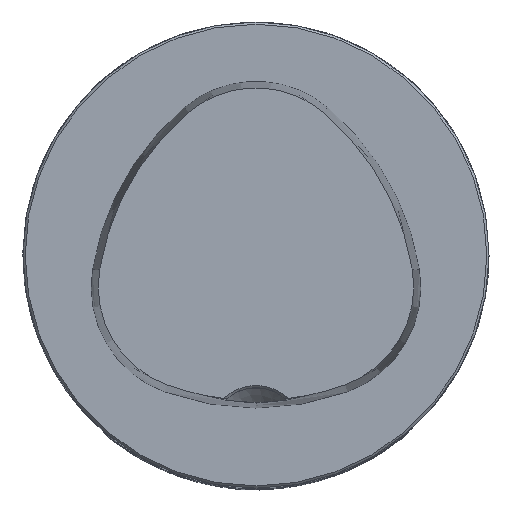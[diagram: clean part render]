
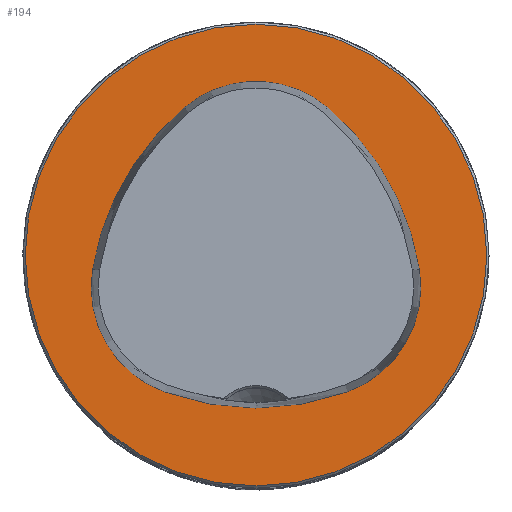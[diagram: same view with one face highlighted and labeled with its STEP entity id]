
A CAD part, top view. The second image highlights one B-rep face of the part: STEP entity #194.
In plain terms, the highlighted planar face has unit normal (0, 0, 1).
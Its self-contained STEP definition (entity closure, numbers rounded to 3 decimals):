
#117=FACE_BOUND('',#346,.T.);
#118=FACE_BOUND('',#347,.T.);
#194=ADVANCED_FACE('CU_FL_N1_SU_1',(#117,#118),#246,.T.);
#246=PLANE('',#1279);
#346=EDGE_LOOP('',(#619,#620,#621,#622,#623,#624));
#347=EDGE_LOOP('',(#625));
#413=CIRCLE('',#1270,36.075);
#415=CIRCLE('',#1273,36.075);
#416=CIRCLE('',#1274,15.075);
#417=CIRCLE('',#1275,36.075);
#418=CIRCLE('',#1276,15.075);
#419=CIRCLE('',#1277,15.075);
#420=CIRCLE('',#1278,31.2);
#619=ORIENTED_EDGE('',*,*,#1002,.F.);
#620=ORIENTED_EDGE('',*,*,#1003,.F.);
#621=ORIENTED_EDGE('',*,*,#1004,.F.);
#622=ORIENTED_EDGE('',*,*,#1005,.F.);
#623=ORIENTED_EDGE('',*,*,#999,.F.);
#624=ORIENTED_EDGE('',*,*,#1006,.F.);
#625=ORIENTED_EDGE('',*,*,#1007,.T.);
#875=VERTEX_POINT('',#2283);
#876=VERTEX_POINT('',#2285);
#878=VERTEX_POINT('',#2291);
#879=VERTEX_POINT('',#2292);
#880=VERTEX_POINT('',#2294);
#881=VERTEX_POINT('',#2296);
#882=VERTEX_POINT('',#2300);
#999=EDGE_CURVE('',#875,#876,#413,.T.);
#1002=EDGE_CURVE('',#878,#879,#415,.T.);
#1003=EDGE_CURVE('',#880,#878,#416,.T.);
#1004=EDGE_CURVE('',#881,#880,#417,.T.);
#1005=EDGE_CURVE('',#876,#881,#418,.T.);
#1006=EDGE_CURVE('',#879,#875,#419,.T.);
#1007=EDGE_CURVE('',#882,#882,#420,.T.);
#1270=AXIS2_PLACEMENT_3D('',#2284,#1487,#1488);
#1273=AXIS2_PLACEMENT_3D('',#2290,#1494,#1495);
#1274=AXIS2_PLACEMENT_3D('',#2293,#1496,#1497);
#1275=AXIS2_PLACEMENT_3D('',#2295,#1498,#1499);
#1276=AXIS2_PLACEMENT_3D('',#2297,#1500,#1501);
#1277=AXIS2_PLACEMENT_3D('',#2298,#1502,#1503);
#1278=AXIS2_PLACEMENT_3D('',#2299,#1504,#1505);
#1279=AXIS2_PLACEMENT_3D('',#2301,#1506,#1507);
#1487=DIRECTION('',(0.,0.,1.));
#1488=DIRECTION('',(1.,0.,0.));
#1494=DIRECTION('',(0.,0.,1.));
#1495=DIRECTION('',(1.,0.,0.));
#1496=DIRECTION('',(0.,0.,1.));
#1497=DIRECTION('',(1.,0.,0.));
#1498=DIRECTION('',(0.,0.,1.));
#1499=DIRECTION('',(1.,0.,0.));
#1500=DIRECTION('',(0.,0.,1.));
#1501=DIRECTION('',(1.,0.,0.));
#1502=DIRECTION('',(0.,0.,1.));
#1503=DIRECTION('',(1.,0.,0.));
#1504=DIRECTION('',(0.,0.,1.));
#1505=DIRECTION('',(1.,0.,0.));
#1506=DIRECTION('',(0.,0.,1.));
#1507=DIRECTION('',(1.,0.,0.));
#2283=CARTESIAN_POINT('',(-12.368,-18.489,0.));
#2284=CARTESIAN_POINT('',(0.,15.4,0.));
#2285=CARTESIAN_POINT('',(12.368,-18.489,0.));
#2290=CARTESIAN_POINT('',(13.535,-7.656,0.));
#2291=CARTESIAN_POINT('',(-9.716,19.927,0.));
#2292=CARTESIAN_POINT('',(-22.084,-1.937,0.));
#2293=CARTESIAN_POINT('',(0.,8.4,0.));
#2294=CARTESIAN_POINT('',(9.716,19.927,0.));
#2295=CARTESIAN_POINT('',(-13.535,-7.656,0.));
#2296=CARTESIAN_POINT('',(22.084,-1.937,0.));
#2297=CARTESIAN_POINT('',(7.2,-4.327,0.));
#2298=CARTESIAN_POINT('',(-7.2,-4.327,0.));
#2299=CARTESIAN_POINT('',(0.,0.,0.));
#2300=CARTESIAN_POINT('',(31.2,0.,0.));
#2301=CARTESIAN_POINT('',(0.,0.,0.));
